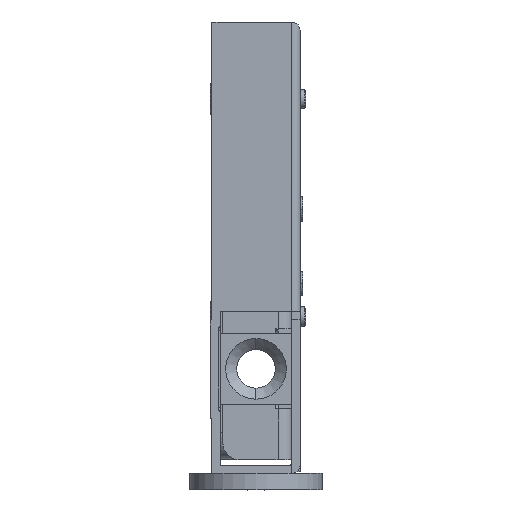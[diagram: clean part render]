
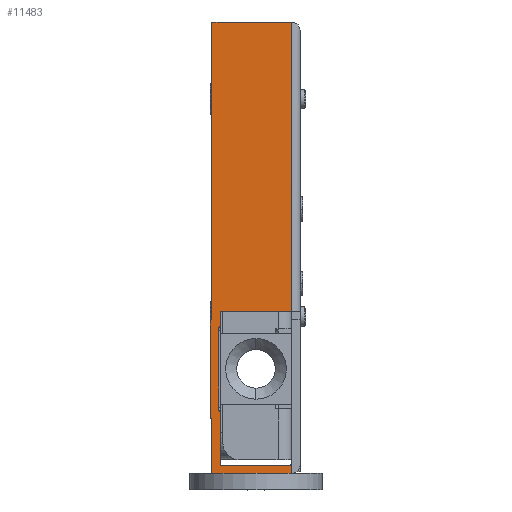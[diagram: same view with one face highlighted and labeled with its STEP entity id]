
A CAD part, left-side view. The second image highlights one B-rep face of the part: STEP entity #11483.
In plain terms, the highlighted planar face has unit normal (-1, 0, 0).
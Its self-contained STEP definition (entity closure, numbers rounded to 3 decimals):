
#247=DIRECTION('',(0.,0.,1.));
#248=VECTOR('',#247,9.542);
#249=CARTESIAN_POINT('',(-92.5,14.5,-60.5));
#250=LINE('',#249,#248);
#273=DIRECTION('',(0.,0.,1.));
#274=VECTOR('',#273,2.542);
#275=CARTESIAN_POINT('',(-92.5,14.5,-35.042));
#276=LINE('',#275,#274);
#2237=DIRECTION('',(0.,-1.,0.));
#2238=VECTOR('',#2237,13.);
#2239=CARTESIAN_POINT('',(-92.5,14.5,-32.5));
#2240=LINE('',#2239,#2238);
#2246=DIRECTION('',(0.,0.,1.));
#2247=VECTOR('',#2246,10.);
#2248=CARTESIAN_POINT('',(-92.5,16.,-62.));
#2249=LINE('',#2248,#2247);
#2250=CARTESIAN_POINT('',(-92.5,16.,-51.7));
#2251=DIRECTION('',(-1.,0.,0.));
#2252=DIRECTION('',(0.,1.,0.));
#2253=AXIS2_PLACEMENT_3D('',#2250,#2251,#2252);
#2255=CARTESIAN_POINT('',(-92.5,16.,-34.3));
#2256=DIRECTION('',(-1.,0.,0.));
#2257=DIRECTION('',(0.,0.,1.));
#2258=AXIS2_PLACEMENT_3D('',#2255,#2256,#2257);
#2260=DIRECTION('',(0.,0.,1.));
#2261=VECTOR('',#2260,54.);
#2262=CARTESIAN_POINT('',(-92.5,16.,-34.));
#2263=LINE('',#2262,#2261);
#2264=DIRECTION('',(0.,0.,-1.));
#2265=VECTOR('',#2264,52.5);
#2266=CARTESIAN_POINT('',(-92.5,1.5,20.));
#2267=LINE('',#2266,#2265);
#2268=CARTESIAN_POINT('',(-92.5,15.,-35.042));
#2269=DIRECTION('',(-1.,0.,0.));
#2270=DIRECTION('',(0.,-0.4,-0.917));
#2271=AXIS2_PLACEMENT_3D('',#2268,#2269,#2270);
#2273=DIRECTION('',(0.,0.,-1.));
#2274=VECTOR('',#2273,15.);
#2275=CARTESIAN_POINT('',(-92.5,14.8,-35.5));
#2276=LINE('',#2275,#2274);
#2277=CARTESIAN_POINT('',(-92.5,15.,-50.958));
#2278=DIRECTION('',(-1.,0.,0.));
#2279=DIRECTION('',(0.,-1.,0.));
#2280=AXIS2_PLACEMENT_3D('',#2277,#2278,#2279);
#2282=DIRECTION('',(0.,-1.,0.));
#2283=VECTOR('',#2282,13.);
#2284=CARTESIAN_POINT('',(-92.5,14.5,-60.5));
#2285=LINE('',#2284,#2283);
#2286=DIRECTION('',(0.,0.,1.));
#2287=VECTOR('',#2286,1.5);
#2288=CARTESIAN_POINT('',(-92.5,1.5,-62.));
#2289=LINE('',#2288,#2287);
#2290=DIRECTION('',(0.,1.,0.));
#2291=VECTOR('',#2290,14.5);
#2292=CARTESIAN_POINT('',(-92.5,1.5,-62.));
#2293=LINE('',#2292,#2291);
#2548=DIRECTION('',(0.,1.,0.));
#2549=VECTOR('',#2548,14.5);
#2550=CARTESIAN_POINT('',(-92.5,1.5,20.));
#2551=LINE('',#2550,#2549);
#2925=DIRECTION('',(0.,0.,1.));
#2926=VECTOR('',#2925,17.4);
#2927=CARTESIAN_POINT('',(-92.5,16.3,-51.7));
#2928=LINE('',#2927,#2926);
#7475=CARTESIAN_POINT('',(-92.5,1.5,-32.5));
#7477=VERTEX_POINT('',#7475);
#7478=CARTESIAN_POINT('',(-92.5,1.5,20.));
#7479=VERTEX_POINT('',#7478);
#7488=CARTESIAN_POINT('',(-92.5,16.,20.));
#7489=VERTEX_POINT('',#7488);
#7534=CARTESIAN_POINT('',(-92.5,1.5,-60.5));
#7535=VERTEX_POINT('',#7534);
#7788=CARTESIAN_POINT('',(-92.5,1.5,-62.));
#7789=CARTESIAN_POINT('',(-92.5,16.,-62.));
#7790=VERTEX_POINT('',#7788);
#7791=VERTEX_POINT('',#7789);
#8838=CARTESIAN_POINT('',(-92.5,16.3,-51.7));
#8839=CARTESIAN_POINT('',(-92.5,16.,-52.));
#8840=VERTEX_POINT('',#8838);
#8841=VERTEX_POINT('',#8839);
#8858=CARTESIAN_POINT('',(-92.5,16.,-34.));
#8859=CARTESIAN_POINT('',(-92.5,16.3,-34.3));
#8860=VERTEX_POINT('',#8858);
#8861=VERTEX_POINT('',#8859);
#8914=CARTESIAN_POINT('',(-92.5,14.5,-50.958));
#8915=CARTESIAN_POINT('',(-92.5,14.8,-50.5));
#8916=VERTEX_POINT('',#8914);
#8917=VERTEX_POINT('',#8915);
#8934=CARTESIAN_POINT('',(-92.5,14.8,-35.5));
#8935=CARTESIAN_POINT('',(-92.5,14.5,-35.042));
#8936=VERTEX_POINT('',#8934);
#8937=VERTEX_POINT('',#8935);
#8946=CARTESIAN_POINT('',(-92.5,14.5,-60.5));
#8948=VERTEX_POINT('',#8946);
#8970=CARTESIAN_POINT('',(-92.5,14.5,-32.5));
#8971=VERTEX_POINT('',#8970);
#11448=CARTESIAN_POINT('',(-92.5,0.,-62.));
#11449=DIRECTION('',(-1.,0.,0.));
#11450=DIRECTION('',(0.,0.,1.));
#11451=AXIS2_PLACEMENT_3D('',#11448,#11449,#11450);
#11452=PLANE('',#11451);
#11454=ORIENTED_EDGE('',*,*,#11453,.T.);
#11456=ORIENTED_EDGE('',*,*,#11455,.F.);
#11458=ORIENTED_EDGE('',*,*,#11457,.T.);
#11460=ORIENTED_EDGE('',*,*,#11459,.F.);
#11462=ORIENTED_EDGE('',*,*,#11461,.T.);
#11464=ORIENTED_EDGE('',*,*,#11463,.F.);
#11466=ORIENTED_EDGE('',*,*,#11465,.T.);
#11467=ORIENTED_EDGE('',*,*,#11435,.F.);
#11468=ORIENTED_EDGE('',*,*,#9500,.F.);
#11470=ORIENTED_EDGE('',*,*,#11469,.F.);
#11472=ORIENTED_EDGE('',*,*,#11471,.T.);
#11474=ORIENTED_EDGE('',*,*,#11473,.F.);
#11475=ORIENTED_EDGE('',*,*,#9488,.F.);
#11477=ORIENTED_EDGE('',*,*,#11476,.T.);
#11479=ORIENTED_EDGE('',*,*,#11478,.F.);
#11480=ORIENTED_EDGE('',*,*,#9867,.T.);
#11481=EDGE_LOOP('',(#11454,#11456,#11458,#11460,#11462,#11464,#11466,#11467,
#11468,#11470,#11472,#11474,#11475,#11477,#11479,#11480));
#11482=FACE_OUTER_BOUND('',#11481,.F.);
#11483=ADVANCED_FACE('',(#11482),#11452,.T.);
#2254=CIRCLE('',#2253,0.3);
#2259=CIRCLE('',#2258,0.3);
#2272=CIRCLE('',#2271,0.5);
#2281=CIRCLE('',#2280,0.5);
#9488=EDGE_CURVE('',#8948,#8916,#250,.T.);
#9500=EDGE_CURVE('',#8937,#8971,#276,.T.);
#9867=EDGE_CURVE('',#7790,#7791,#2293,.T.);
#11435=EDGE_CURVE('',#8971,#7477,#2240,.T.);
#11453=EDGE_CURVE('',#7791,#8841,#2249,.T.);
#11455=EDGE_CURVE('',#8840,#8841,#2254,.T.);
#11457=EDGE_CURVE('',#8840,#8861,#2928,.T.);
#11459=EDGE_CURVE('',#8860,#8861,#2259,.T.);
#11461=EDGE_CURVE('',#8860,#7489,#2263,.T.);
#11463=EDGE_CURVE('',#7479,#7489,#2551,.T.);
#11465=EDGE_CURVE('',#7479,#7477,#2267,.T.);
#11469=EDGE_CURVE('',#8936,#8937,#2272,.T.);
#11471=EDGE_CURVE('',#8936,#8917,#2276,.T.);
#11473=EDGE_CURVE('',#8916,#8917,#2281,.T.);
#11476=EDGE_CURVE('',#8948,#7535,#2285,.T.);
#11478=EDGE_CURVE('',#7790,#7535,#2289,.T.);
